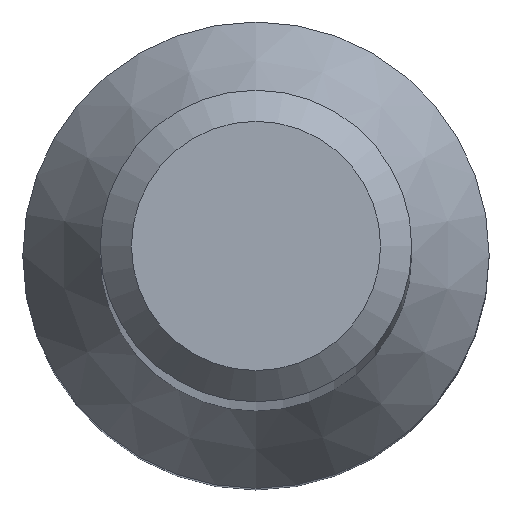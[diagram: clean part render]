
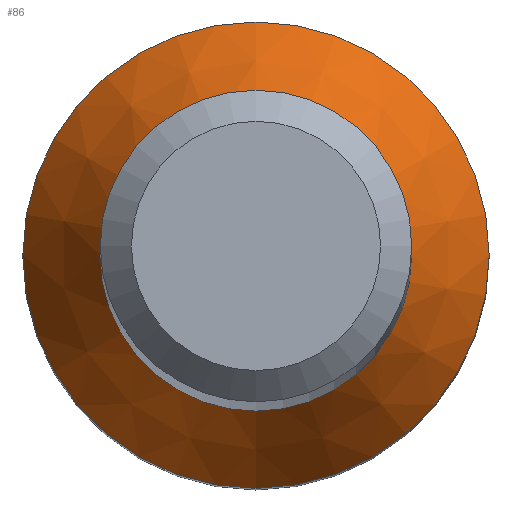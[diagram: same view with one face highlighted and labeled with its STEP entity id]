
A CAD part, top view. The second image highlights one B-rep face of the part: STEP entity #86.
In plain terms, the highlighted conical face has half-angle 30 degrees and reference radius 2.994 mm.
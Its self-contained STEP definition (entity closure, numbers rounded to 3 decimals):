
#6 = FACE_OUTER_BOUND ( 'NONE', #131, .T. ) ;
#8 = CARTESIAN_POINT ( 'NONE',  ( 0., 0., 12.27 ) ) ;
#9 = CIRCLE ( 'NONE', #203, 2. ) ;
#15 = CARTESIAN_POINT ( 'NONE',  ( 0., 0., 12.27 ) ) ;
#19 = ORIENTED_EDGE ( 'NONE', *, *, #138, .T. ) ;
#23 = CARTESIAN_POINT ( 'NONE',  ( 0., 2., 13.992 ) ) ;
#24 = DIRECTION ( 'NONE',  ( 0., 1., 0. ) ) ;
#31 = DIRECTION ( 'NONE',  ( 0., 0., -1. ) ) ;
#37 = CARTESIAN_POINT ( 'NONE',  ( 0., 2.994, 12.27 ) ) ;
#67 = DIRECTION ( 'NONE',  ( 0., 1., 0. ) ) ;
#68 = CONICAL_SURFACE ( 'NONE', #208, 2.994, 0.524 ) ;
#86 = ADVANCED_FACE ( 'NONE', ( #179, #6 ), #68, .T. ) ;
#103 = CIRCLE ( 'NONE', #141, 2.994 ) ;
#131 = EDGE_LOOP ( 'NONE', ( #210 ) ) ;
#138 = EDGE_CURVE ( 'NONE', #236, #236, #9, .T. ) ;
#141 = AXIS2_PLACEMENT_3D ( 'NONE', #15, #155, #24 ) ;
#153 = EDGE_CURVE ( 'NONE', #206, #206, #103, .T. ) ;
#155 = DIRECTION ( 'NONE',  ( 0., 0., -1. ) ) ;
#161 = CARTESIAN_POINT ( 'NONE',  ( 0., 0., 13.992 ) ) ;
#179 = FACE_BOUND ( 'NONE', #186, .T. ) ;
#186 = EDGE_LOOP ( 'NONE', ( #19 ) ) ;
#203 = AXIS2_PLACEMENT_3D ( 'NONE', #161, #31, #239 ) ;
#206 = VERTEX_POINT ( 'NONE', #37 ) ;
#208 = AXIS2_PLACEMENT_3D ( 'NONE', #8, #211, #67 ) ;
#210 = ORIENTED_EDGE ( 'NONE', *, *, #153, .F. ) ;
#211 = DIRECTION ( 'NONE',  ( 0., 0., -1. ) ) ;
#236 = VERTEX_POINT ( 'NONE', #23 ) ;
#239 = DIRECTION ( 'NONE',  ( 0., 1., 0. ) ) ;
